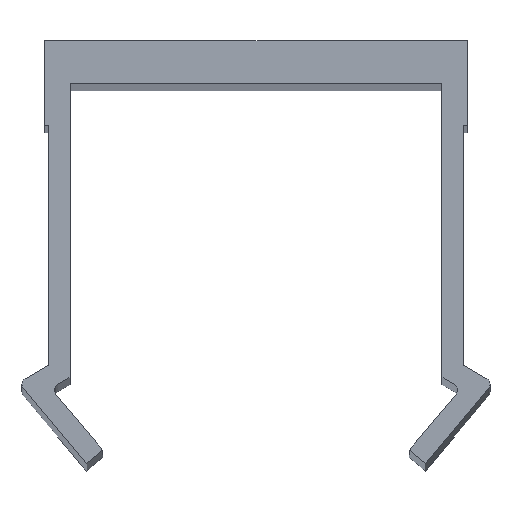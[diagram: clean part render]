
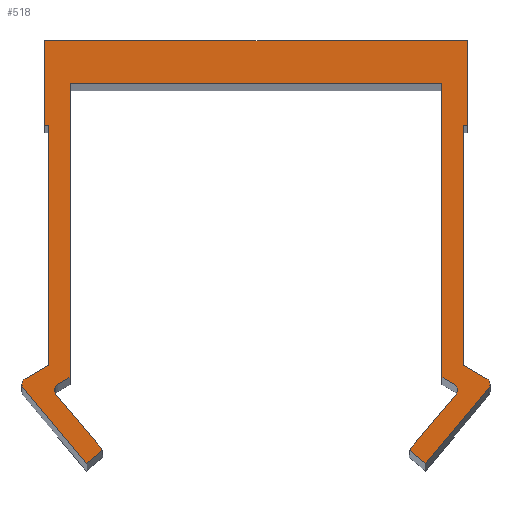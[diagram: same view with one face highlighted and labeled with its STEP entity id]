
A CAD part, top view. The second image highlights one B-rep face of the part: STEP entity #518.
In plain terms, the highlighted planar face has unit normal (0, 0, 1).
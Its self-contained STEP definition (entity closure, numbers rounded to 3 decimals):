
#44=FACE_OUTER_BOUND('',#70,.T.);
#70=EDGE_LOOP('',(#447,#448,#449,#450,#451,#452,#453,#454,#455,#456,#457,
#458,#459,#460,#461,#462,#463,#464,#465,#466,#467,#468,#469,#470));
#75=CIRCLE('',#546,0.153);
#76=CIRCLE('',#551,0.153);
#77=CIRCLE('',#562,0.153);
#78=CIRCLE('',#567,0.153);
#100=LINE('',#761,#164);
#103=LINE('',#769,#167);
#105=LINE('',#773,#169);
#107=LINE('',#777,#171);
#110=LINE('',#785,#174);
#112=LINE('',#789,#176);
#114=LINE('',#793,#178);
#116=LINE('',#797,#180);
#118=LINE('',#801,#182);
#120=LINE('',#805,#184);
#122=LINE('',#809,#186);
#124=LINE('',#813,#188);
#126=LINE('',#817,#190);
#129=LINE('',#825,#193);
#131=LINE('',#829,#195);
#133=LINE('',#833,#197);
#136=LINE('',#841,#200);
#138=LINE('',#845,#202);
#140=LINE('',#849,#204);
#142=LINE('',#852,#206);
#164=VECTOR('',#608,10.);
#167=VECTOR('',#617,10.);
#169=VECTOR('',#621,10.);
#171=VECTOR('',#625,10.);
#174=VECTOR('',#634,10.);
#176=VECTOR('',#638,10.);
#178=VECTOR('',#642,10.);
#180=VECTOR('',#646,10.);
#182=VECTOR('',#650,10.);
#184=VECTOR('',#654,10.);
#186=VECTOR('',#658,10.);
#188=VECTOR('',#662,10.);
#190=VECTOR('',#666,10.);
#193=VECTOR('',#675,10.);
#195=VECTOR('',#679,10.);
#197=VECTOR('',#683,10.);
#200=VECTOR('',#692,10.);
#202=VECTOR('',#696,10.);
#204=VECTOR('',#700,10.);
#206=VECTOR('',#704,10.);
#231=VERTEX_POINT('',#758);
#232=VERTEX_POINT('',#760);
#233=VERTEX_POINT('',#764);
#234=VERTEX_POINT('',#768);
#235=VERTEX_POINT('',#772);
#236=VERTEX_POINT('',#776);
#237=VERTEX_POINT('',#780);
#238=VERTEX_POINT('',#784);
#239=VERTEX_POINT('',#788);
#240=VERTEX_POINT('',#792);
#241=VERTEX_POINT('',#796);
#242=VERTEX_POINT('',#800);
#243=VERTEX_POINT('',#804);
#244=VERTEX_POINT('',#808);
#245=VERTEX_POINT('',#812);
#246=VERTEX_POINT('',#816);
#247=VERTEX_POINT('',#820);
#248=VERTEX_POINT('',#824);
#249=VERTEX_POINT('',#828);
#250=VERTEX_POINT('',#832);
#251=VERTEX_POINT('',#836);
#252=VERTEX_POINT('',#840);
#253=VERTEX_POINT('',#844);
#254=VERTEX_POINT('',#848);
#280=EDGE_CURVE('',#232,#231,#100,.T.);
#282=EDGE_CURVE('',#233,#232,#75,.T.);
#284=EDGE_CURVE('',#234,#233,#103,.T.);
#286=EDGE_CURVE('',#235,#234,#105,.T.);
#288=EDGE_CURVE('',#236,#235,#107,.T.);
#290=EDGE_CURVE('',#237,#236,#76,.T.);
#292=EDGE_CURVE('',#238,#237,#110,.T.);
#294=EDGE_CURVE('',#239,#238,#112,.T.);
#296=EDGE_CURVE('',#240,#239,#114,.T.);
#298=EDGE_CURVE('',#241,#240,#116,.T.);
#300=EDGE_CURVE('',#242,#241,#118,.T.);
#302=EDGE_CURVE('',#243,#242,#120,.T.);
#304=EDGE_CURVE('',#244,#243,#122,.T.);
#306=EDGE_CURVE('',#245,#244,#124,.T.);
#308=EDGE_CURVE('',#246,#245,#126,.T.);
#310=EDGE_CURVE('',#247,#246,#77,.T.);
#312=EDGE_CURVE('',#248,#247,#129,.T.);
#314=EDGE_CURVE('',#249,#248,#131,.T.);
#316=EDGE_CURVE('',#250,#249,#133,.T.);
#318=EDGE_CURVE('',#251,#250,#78,.T.);
#320=EDGE_CURVE('',#252,#251,#136,.T.);
#322=EDGE_CURVE('',#253,#252,#138,.T.);
#324=EDGE_CURVE('',#254,#253,#140,.T.);
#326=EDGE_CURVE('',#231,#254,#142,.T.);
#447=ORIENTED_EDGE('',*,*,#326,.T.);
#448=ORIENTED_EDGE('',*,*,#324,.T.);
#449=ORIENTED_EDGE('',*,*,#322,.T.);
#450=ORIENTED_EDGE('',*,*,#320,.T.);
#451=ORIENTED_EDGE('',*,*,#318,.T.);
#452=ORIENTED_EDGE('',*,*,#316,.T.);
#453=ORIENTED_EDGE('',*,*,#314,.T.);
#454=ORIENTED_EDGE('',*,*,#312,.T.);
#455=ORIENTED_EDGE('',*,*,#310,.T.);
#456=ORIENTED_EDGE('',*,*,#308,.T.);
#457=ORIENTED_EDGE('',*,*,#306,.T.);
#458=ORIENTED_EDGE('',*,*,#304,.T.);
#459=ORIENTED_EDGE('',*,*,#302,.T.);
#460=ORIENTED_EDGE('',*,*,#300,.T.);
#461=ORIENTED_EDGE('',*,*,#298,.T.);
#462=ORIENTED_EDGE('',*,*,#296,.T.);
#463=ORIENTED_EDGE('',*,*,#294,.T.);
#464=ORIENTED_EDGE('',*,*,#292,.T.);
#465=ORIENTED_EDGE('',*,*,#290,.T.);
#466=ORIENTED_EDGE('',*,*,#288,.T.);
#467=ORIENTED_EDGE('',*,*,#286,.T.);
#468=ORIENTED_EDGE('',*,*,#284,.T.);
#469=ORIENTED_EDGE('',*,*,#282,.T.);
#470=ORIENTED_EDGE('',*,*,#280,.T.);
#492=PLANE('',#572);
#518=ADVANCED_FACE('',(#44),#492,.T.);
#546=AXIS2_PLACEMENT_3D('',#765,#612,#613);
#551=AXIS2_PLACEMENT_3D('',#781,#629,#630);
#562=AXIS2_PLACEMENT_3D('',#821,#670,#671);
#567=AXIS2_PLACEMENT_3D('',#837,#687,#688);
#572=AXIS2_PLACEMENT_3D('',#853,#705,#706);
#608=DIRECTION('',(0.866,0.5,0.));
#612=DIRECTION('center_axis',(0.,0.,-1.));
#613=DIRECTION('ref_axis',(0.5,-0.866,0.));
#617=DIRECTION('',(-0.643,0.766,0.));
#621=DIRECTION('',(0.766,0.643,0.));
#625=DIRECTION('',(0.643,-0.766,0.));
#629=DIRECTION('center_axis',(0.,0.,1.));
#630=DIRECTION('ref_axis',(-0.5,0.866,0.));
#634=DIRECTION('',(-0.866,-0.5,0.));
#638=DIRECTION('',(0.,-1.,0.));
#642=DIRECTION('',(1.,0.,0.));
#646=DIRECTION('',(0.,-1.,0.));
#650=DIRECTION('',(-1.,0.,0.));
#654=DIRECTION('',(0.,1.,0.));
#658=DIRECTION('',(1.,0.,0.));
#662=DIRECTION('',(0.,1.,0.));
#666=DIRECTION('',(-0.866,0.5,0.));
#670=DIRECTION('center_axis',(0.,0.,1.));
#671=DIRECTION('ref_axis',(0.766,-0.643,0.));
#675=DIRECTION('',(0.643,0.766,0.));
#679=DIRECTION('',(0.766,-0.643,0.));
#683=DIRECTION('',(-0.643,-0.766,0.));
#687=DIRECTION('center_axis',(0.,0.,-1.));
#688=DIRECTION('ref_axis',(-0.766,0.643,0.));
#692=DIRECTION('',(0.866,-0.5,0.));
#696=DIRECTION('',(0.,-1.,0.));
#700=DIRECTION('',(1.,0.,0.));
#704=DIRECTION('',(0.,1.,0.));
#705=DIRECTION('center_axis',(0.,0.,1.));
#706=DIRECTION('ref_axis',(1.,0.,0.));
#758=CARTESIAN_POINT('',(-4.4,-7.958,50.));
#760=CARTESIAN_POINT('',(-4.693,-8.128,50.));
#761=CARTESIAN_POINT('',(-4.693,-8.128,50.));
#764=CARTESIAN_POINT('',(-4.734,-8.358,50.));
#765=CARTESIAN_POINT('Origin',(-4.617,-8.26,50.));
#768=CARTESIAN_POINT('',(-3.626,-9.679,50.));
#769=CARTESIAN_POINT('',(-3.626,-9.679,50.));
#772=CARTESIAN_POINT('',(-4.009,-10.,50.));
#773=CARTESIAN_POINT('',(-4.009,-10.,50.));
#776=CARTESIAN_POINT('',(-5.5,-8.223,50.));
#777=CARTESIAN_POINT('',(-5.5,-8.223,50.));
#780=CARTESIAN_POINT('',(-5.459,-7.992,50.));
#781=CARTESIAN_POINT('Origin',(-5.383,-8.125,50.));
#784=CARTESIAN_POINT('',(-4.9,-7.67,50.));
#785=CARTESIAN_POINT('',(-4.9,-7.67,50.));
#788=CARTESIAN_POINT('',(-4.9,-2.,50.));
#789=CARTESIAN_POINT('',(-4.9,-2.,50.));
#792=CARTESIAN_POINT('',(-5.,-2.,50.));
#793=CARTESIAN_POINT('',(-5.,-2.,50.));
#796=CARTESIAN_POINT('',(-5.,0.,50.));
#797=CARTESIAN_POINT('',(-5.,0.,50.));
#800=CARTESIAN_POINT('',(5.,0.,50.));
#801=CARTESIAN_POINT('',(5.,0.,50.));
#804=CARTESIAN_POINT('',(5.,-2.,50.));
#805=CARTESIAN_POINT('',(5.,-2.,50.));
#808=CARTESIAN_POINT('',(4.9,-2.,50.));
#809=CARTESIAN_POINT('',(4.9,-2.,50.));
#812=CARTESIAN_POINT('',(4.9,-7.67,50.));
#813=CARTESIAN_POINT('',(4.9,-7.67,50.));
#816=CARTESIAN_POINT('',(5.459,-7.992,50.));
#817=CARTESIAN_POINT('',(5.459,-7.992,50.));
#820=CARTESIAN_POINT('',(5.5,-8.223,50.));
#821=CARTESIAN_POINT('Origin',(5.383,-8.125,50.));
#824=CARTESIAN_POINT('',(4.009,-10.,50.));
#825=CARTESIAN_POINT('',(4.009,-10.,50.));
#828=CARTESIAN_POINT('',(3.626,-9.679,50.));
#829=CARTESIAN_POINT('',(3.626,-9.679,50.));
#832=CARTESIAN_POINT('',(4.734,-8.358,50.));
#833=CARTESIAN_POINT('',(4.734,-8.358,50.));
#836=CARTESIAN_POINT('',(4.693,-8.128,50.));
#837=CARTESIAN_POINT('Origin',(4.617,-8.26,50.));
#840=CARTESIAN_POINT('',(4.4,-7.958,50.));
#841=CARTESIAN_POINT('',(4.4,-7.958,50.));
#844=CARTESIAN_POINT('',(4.4,-1.,50.));
#845=CARTESIAN_POINT('',(4.4,-1.,50.));
#848=CARTESIAN_POINT('',(-4.4,-1.,50.));
#849=CARTESIAN_POINT('',(-4.4,-1.,50.));
#852=CARTESIAN_POINT('',(-4.4,-7.958,50.));
#853=CARTESIAN_POINT('Origin',(0.,-3.92,50.));
